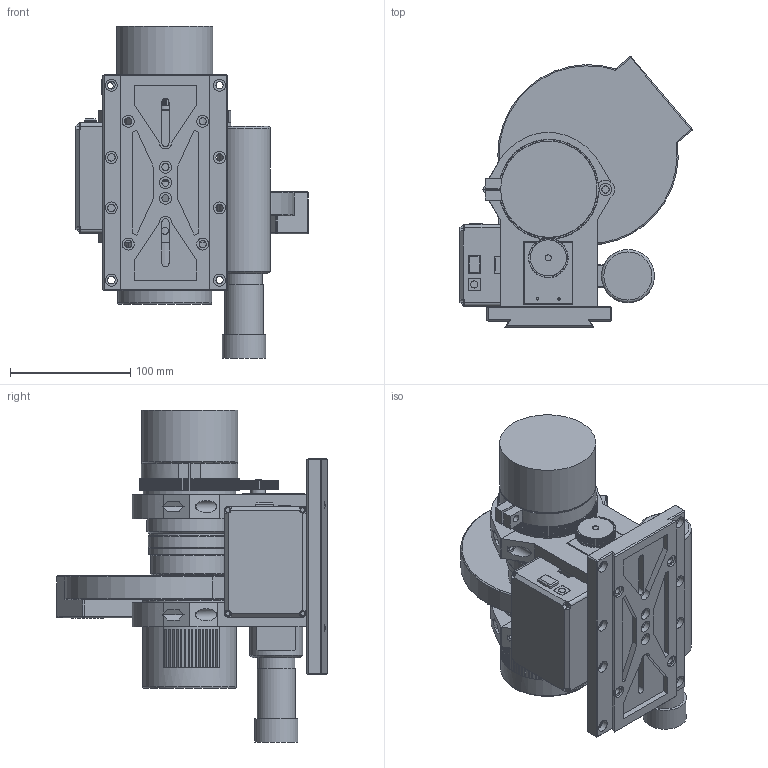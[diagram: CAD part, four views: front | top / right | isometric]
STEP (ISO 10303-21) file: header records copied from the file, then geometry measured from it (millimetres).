
FILE_DESCRIPTION(('HOOPS Exchange Step'),'2;1');
FILE_NAME('temp_export','2021-12-28T11:46:13-05:00',('mobile'),('Shapr3D Limited'),'HOOPS Exchange 2021.2','Shapr3D','Authorized');
FILE_SCHEMA( ('AP203_CONFIGURATION_CONTROLLED_3D_DESIGN_OF_MECHANICAL_PARTS_AND_ASSEMBLIES_MIM_LF') );
Length unit declared in the file: millimetre
Products named in the file (17): Gear.step; Focus Engagement Ring.step; Focus Ring.step; Guider; Guider.step; ASIAir Pro; AAP.step; Mandy Dovetail.step; EAF.step; New Ring.step; ASI1600MM; EFW; Rokinon f2/135; Camera Assembly; ASI Mockup.step; 20C7F71E-59BF-4DE6-AF27-CD717F27142B.tmp
Assembly tree (16 placements, depth 5):
  20C7F71E-59BF-4DE6-AF27-CD717F27142B.tmp
    Gear.step
    Focus Ring.step
      Focus Engagement Ring.step
    Guider.step
      Guider
    AAP.step
      ASIAir Pro
    Mandy Dovetail.step
    EAF.step
    New Ring.step
    ASI Mockup.step
      Camera Assembly
        ASI1600MM
        EFW
          EFW
        Rokinon f2/135
Bounding box: 193.16 x 224.99 x 276 mm (x, y, z)
Volume: 2389918.3 mm3; surface area: 451535.1 mm2
Topology: 19 solids, 19 shells, 1787 faces, 5014 edges, 3315 vertices
Faces by surface type: plane 1173, cylinder 561, sphere 18, cone 17, torus 10, bspline 8
Full cylindrical faces by diameter (mm): 2 x2, 3 x1, 5 x6, 6 x25, 6.325 x5, 10 x19, 12.2 x1, 26.907 x1, 28 x1, 31 x1, 36 x1, 42 x3, 44 x1, 65 x2, 68 x2, 69 x1, 71 x1, 73 x1, 77 x1, 78 x1, 80 x1
Entity records: 61567 total; most frequent: CARTESIAN_POINT 13392, DIRECTION 10053, ORIENTED_EDGE 9994, EDGE_CURVE 4997, VECTOR 3387, LINE 3387, AXIS2_PLACEMENT_3D 3333, VERTEX_POINT 3316
